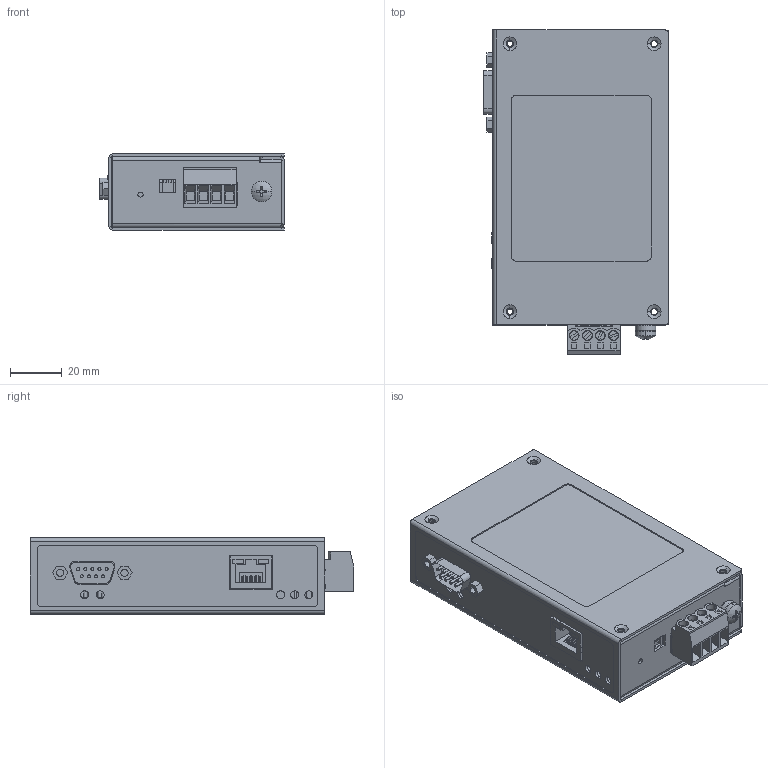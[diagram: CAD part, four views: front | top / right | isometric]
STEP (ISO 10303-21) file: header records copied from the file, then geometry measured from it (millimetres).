
FILE_DESCRIPTION((''),'2;1');
FILE_NAME('5KOU-ADC-00_ASM_15_ASM','2023-05-31T',('jitianxu'),(''),'PRO/ENGINEER BY PARAMETRIC TECHNOLOGY CORPORATION, 2009360','PRO/ENGINEER BY PARAMETRIC TECHNOLOGY CORPORATION, 2009360','');
FILE_SCHEMA(('AUTOMOTIVE_DESIGN_CC2 { 1 2 10303 214 -1 1 5 2 }'));
Length unit declared in the file: millimetre
Products named in the file (13): DIBAN-JIUFANGAN__4; GAIBAN-JIUFANGAN__11; 106010001-BOMA-2__1; 4P-508-ADC_2; PCB-OPAL5G-MB__ASM_11_ASM; PCB-OPAL5G__ASM_4_ASM; MU-M4-PDM__1; DB9-GONGTOU00_3; RJ45-1-ADC_3; 106020004-RESET-ZHAOHUA_1; POWERCONNECTER4_1; M4__1; 5KOU-ADC-00_ASM_15_ASM
Assembly tree (12 placements, depth 4):
  5KOU-ADC-00_ASM_15_ASM
    DIBAN-JIUFANGAN__4
    GAIBAN-JIUFANGAN__11
    PCB-OPAL5G__ASM_4_ASM
      PCB-OPAL5G-MB__ASM_11_ASM
        106010001-BOMA-2__1
        4P-508-ADC_2
    MU-M4-PDM__1
    DB9-GONGTOU00_3
    RJ45-1-ADC_3
    106020004-RESET-ZHAOHUA_1
    POWERCONNECTER4_1
    M4__1
Bounding box: 71.5 x 125.75 x 29.6 mm (x, y, z)
Volume: 43286 mm3; surface area: 77209.5 mm2
Topology: 10 solids, 11 shells, 1016 faces, 2612 edges, 1686 vertices
Faces by surface type: plane 571, cylinder 355, cone 76, torus 8, bspline 4, sphere 2
Entity records: 34320 total; most frequent: CARTESIAN_POINT 5591, DIRECTION 5550, ORIENTED_EDGE 5208, EDGE_CURVE 2612, AXIS2_PLACEMENT_3D 1908, VECTOR 1734, LINE 1734, VERTEX_POINT 1686
